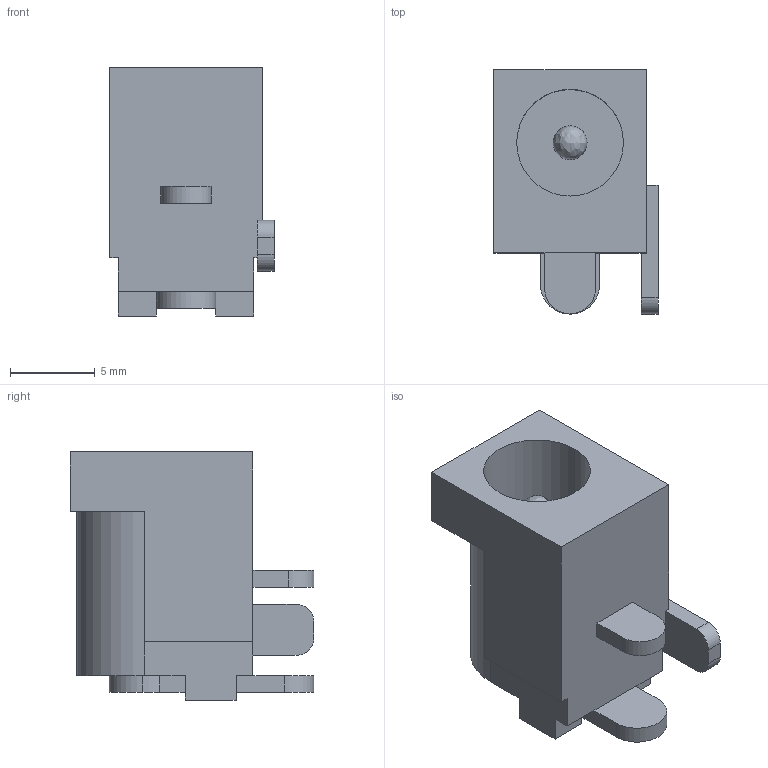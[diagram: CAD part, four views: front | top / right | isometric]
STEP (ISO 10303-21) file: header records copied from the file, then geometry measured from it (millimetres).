
FILE_DESCRIPTION (( 'STEP AP214' ), '1' );
FILE_NAME ('JACK ALIM.STEP', '2021-06-28T11:35:53', ( '' ), ( '' ), 'SwSTEP 2.0', 'SolidWorks 2012', '' );
FILE_SCHEMA (( 'AUTOMOTIVE_DESIGN' ));
Length unit declared in the file: millimetre
Products named in the file (1): JACK ALIM
Bounding box: 9.7 x 14.4 x 14.65 mm (x, y, z)
Volume: 960.1 mm3; surface area: 1030 mm2
Topology: 1 solids, 1 shells, 53 faces, 138 edges, 88 vertices
Faces by surface type: plane 40, cylinder 12, bspline 1
Entity records: 2218 total; most frequent: CARTESIAN_POINT 293, ORIENTED_EDGE 272, DIRECTION 266, EDGE_CURVE 136, VECTOR 112, LINE 112, VERTEX_POINT 88, AXIS2_PLACEMENT_3D 77
